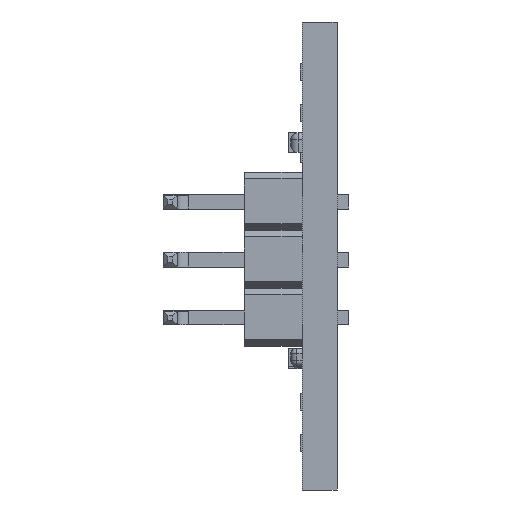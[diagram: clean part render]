
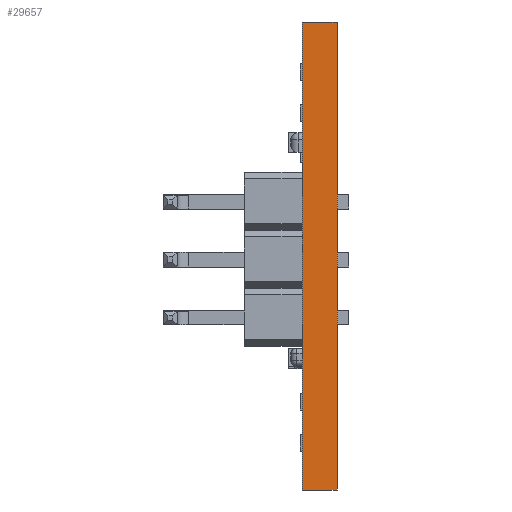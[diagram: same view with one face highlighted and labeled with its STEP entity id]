
A CAD part, left-side view. The second image highlights one B-rep face of the part: STEP entity #29657.
In plain terms, the highlighted planar face has unit normal (-1, 0, 0).
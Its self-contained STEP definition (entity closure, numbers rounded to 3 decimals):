
#3940=FACE_OUTER_BOUND('',#5636,.T.);
#5636=EDGE_LOOP('',(#25466,#25467,#25468,#25469));
#6501=LINE('',#39751,#9227);
#6935=LINE('',#44890,#9661);
#8002=LINE('',#54500,#10728);
#8003=LINE('',#54502,#10729);
#9227=VECTOR('',#31716,10.);
#9661=VECTOR('',#32370,10.);
#10728=VECTOR('',#33997,10.);
#10729=VECTOR('',#34000,10.);
#12032=VERTEX_POINT('',#39748);
#12033=VERTEX_POINT('',#39750);
#12607=VERTEX_POINT('',#44887);
#12608=VERTEX_POINT('',#44889);
#15163=EDGE_CURVE('',#12033,#12032,#6501,.T.);
#16016=EDGE_CURVE('',#12607,#12608,#6935,.T.);
#17798=EDGE_CURVE('',#12032,#12608,#8002,.T.);
#17799=EDGE_CURVE('',#12033,#12607,#8003,.T.);
#25466=ORIENTED_EDGE('',*,*,#15163,.T.);
#25467=ORIENTED_EDGE('',*,*,#17798,.T.);
#25468=ORIENTED_EDGE('',*,*,#16016,.F.);
#25469=ORIENTED_EDGE('',*,*,#17799,.F.);
#28183=PLANE('',#30651);
#29657=ADVANCED_FACE('',(#3940),#28183,.T.);
#30651=AXIS2_PLACEMENT_3D('',#54501,#33998,#33999);
#31716=DIRECTION('',(0.,0.,1.));
#32370=DIRECTION('',(0.,0.,1.));
#33997=DIRECTION('',(0.,1.,0.));
#33998=DIRECTION('center_axis',(-1.,0.,0.));
#33999=DIRECTION('ref_axis',(0.,0.,1.));
#34000=DIRECTION('',(0.,1.,0.));
#39748=CARTESIAN_POINT('',(-26.903,0.,10.275));
#39750=CARTESIAN_POINT('',(-26.903,0.,-9.925));
#39751=CARTESIAN_POINT('',(-26.903,0.,-9.925));
#44887=CARTESIAN_POINT('',(-26.903,1.5,-9.925));
#44889=CARTESIAN_POINT('',(-26.903,1.5,10.275));
#44890=CARTESIAN_POINT('',(-26.903,1.5,-9.925));
#54500=CARTESIAN_POINT('',(-26.903,0.,10.275));
#54501=CARTESIAN_POINT('Origin',(-26.903,0.,-9.925));
#54502=CARTESIAN_POINT('',(-26.903,0.,-9.925));
